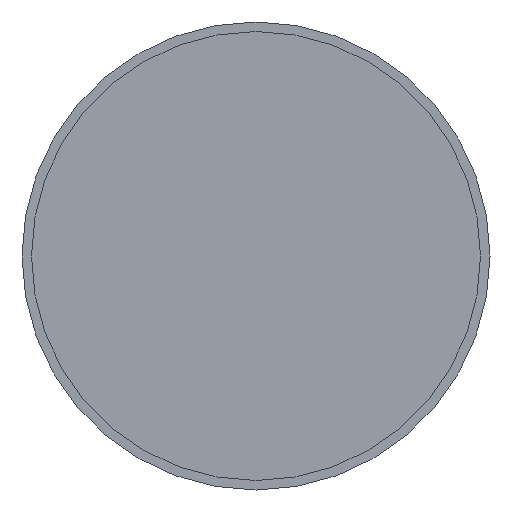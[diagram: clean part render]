
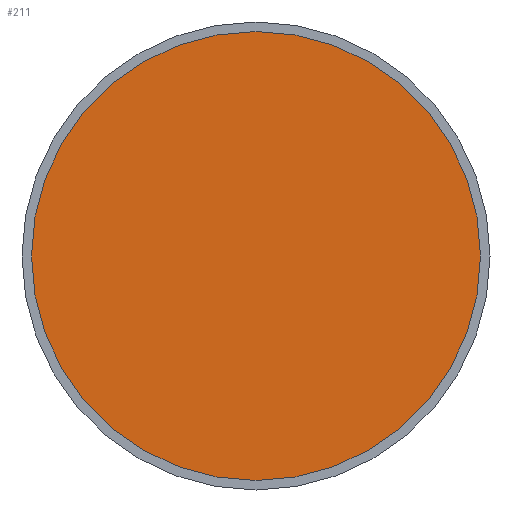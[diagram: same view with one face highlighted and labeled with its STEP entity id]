
A CAD part, front view. The second image highlights one B-rep face of the part: STEP entity #211.
In plain terms, the highlighted planar face has unit normal (0, -1, 0).
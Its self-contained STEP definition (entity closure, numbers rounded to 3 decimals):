
#4 = FACE_OUTER_BOUND ( 'NONE', #279, .T. ) ;
#33 = AXIS2_PLACEMENT_3D ( 'NONE', #403, #356, #160 ) ;
#40 = CARTESIAN_POINT ( 'NONE',  ( 0., -2., 0. ) ) ;
#54 = CIRCLE ( 'NONE', #155, 2.35 ) ;
#55 = CARTESIAN_POINT ( 'NONE',  ( 0., -2., 0. ) ) ;
#70 = PLANE ( 'NONE',  #33 ) ;
#155 = AXIS2_PLACEMENT_3D ( 'NONE', #40, #330, #220 ) ;
#160 = DIRECTION ( 'NONE',  ( 0., 0., -1. ) ) ;
#168 = ORIENTED_EDGE ( 'NONE', *, *, #453, .T. ) ;
#175 = ORIENTED_EDGE ( 'NONE', *, *, #524, .T. ) ;
#197 = CIRCLE ( 'NONE', #390, 2.35 ) ;
#211 = ADVANCED_FACE ( 'NONE', ( #4 ), #70, .T. ) ;
#220 = DIRECTION ( 'NONE',  ( 0., 0., -1. ) ) ;
#279 = EDGE_LOOP ( 'NONE', ( #168, #175 ) ) ;
#283 = CARTESIAN_POINT ( 'NONE',  ( 0., -2., 2.35 ) ) ;
#330 = DIRECTION ( 'NONE',  ( 0., -1., 0. ) ) ;
#356 = DIRECTION ( 'NONE',  ( 0., -1., 0. ) ) ;
#387 = DIRECTION ( 'NONE',  ( 0., -1., 0. ) ) ;
#389 = VERTEX_POINT ( 'NONE', #283 ) ;
#390 = AXIS2_PLACEMENT_3D ( 'NONE', #55, #387, #483 ) ;
#403 = CARTESIAN_POINT ( 'NONE',  ( 0., -2., 0. ) ) ;
#453 = EDGE_CURVE ( 'NONE', #465, #389, #54, .T. ) ;
#465 = VERTEX_POINT ( 'NONE', #505 ) ;
#483 = DIRECTION ( 'NONE',  ( 0., 0., -1. ) ) ;
#505 = CARTESIAN_POINT ( 'NONE',  ( 0., -2., -2.35 ) ) ;
#524 = EDGE_CURVE ( 'NONE', #389, #465, #197, .T. ) ;
